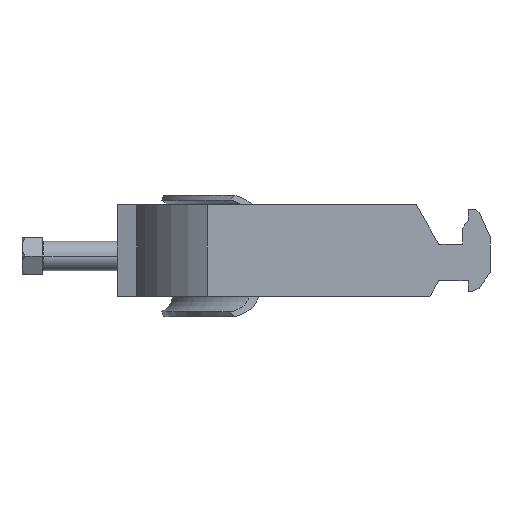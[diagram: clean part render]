
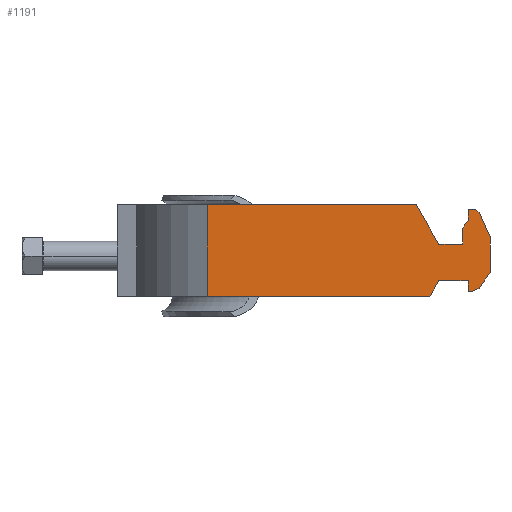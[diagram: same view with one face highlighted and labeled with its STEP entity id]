
A CAD part, left-side view. The second image highlights one B-rep face of the part: STEP entity #1191.
In plain terms, the highlighted planar face has unit normal (-1, 0, 0).
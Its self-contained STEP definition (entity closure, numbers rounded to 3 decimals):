
#72 = EDGE_CURVE ( 'NONE', #2386, #12354, #3634, .T. ) ;
#330 = DIRECTION ( 'NONE',  ( 0., -1., 0. ) ) ;
#348 = ORIENTED_EDGE ( 'NONE', *, *, #868, .F. ) ;
#415 = CARTESIAN_POINT ( 'NONE',  ( -35., -104.043, -0.838 ) ) ;
#538 = VERTEX_POINT ( 'NONE', #7968 ) ;
#544 = DIRECTION ( 'NONE',  ( 0., -0.407, -0.914 ) ) ;
#555 = EDGE_CURVE ( 'NONE', #12354, #538, #12184, .T. ) ;
#568 = VECTOR ( 'NONE', #7513, 1000. ) ;
#592 = CARTESIAN_POINT ( 'NONE',  ( -35., -94.5, 6.108 ) ) ;
#679 = PLANE ( 'NONE',  #10111 ) ;
#716 = CARTESIAN_POINT ( 'NONE',  ( -35., -102., -6.075 ) ) ;
#825 = CARTESIAN_POINT ( 'NONE',  ( -35., -81.793, 12.5 ) ) ;
#836 = VERTEX_POINT ( 'NONE', #825 ) ;
#844 = CARTESIAN_POINT ( 'NONE',  ( -35., -118.51, -5.96 ) ) ;
#868 = EDGE_CURVE ( 'NONE', #11720, #4303, #10302, .T. ) ;
#954 = EDGE_CURVE ( 'NONE', #6553, #2386, #4039, .T. ) ;
#986 = VERTEX_POINT ( 'NONE', #1399 ) ;
#1102 = LINE ( 'NONE', #7423, #8320 ) ;
#1167 = CARTESIAN_POINT ( 'NONE',  ( -35., -94.5, 1.75 ) ) ;
#1191 = ADVANCED_FACE ( 'NONE', ( #5729 ), #679, .F. ) ;
#1252 = ORIENTED_EDGE ( 'NONE', *, *, #8689, .F. ) ;
#1399 = CARTESIAN_POINT ( 'NONE',  ( -35., -96., 8.25 ) ) ;
#1416 = VERTEX_POINT ( 'NONE', #1167 ) ;
#1534 = DIRECTION ( 'NONE',  ( 0., 0., 1. ) ) ;
#1689 = ORIENTED_EDGE ( 'NONE', *, *, #5210, .F. ) ;
#1730 = CARTESIAN_POINT ( 'NONE',  ( -35., -94.5, 12.5 ) ) ;
#1774 = CARTESIAN_POINT ( 'NONE',  ( -35., -108.485, 27.231 ) ) ;
#1794 = DIRECTION ( 'NONE',  ( 0., 1., 0. ) ) ;
#1870 = ORIENTED_EDGE ( 'NONE', *, *, #4085, .F. ) ;
#1898 = VECTOR ( 'NONE', #6278, 1000. ) ;
#1935 = ORIENTED_EDGE ( 'NONE', *, *, #11587, .T. ) ;
#1973 = CARTESIAN_POINT ( 'NONE',  ( -35., -88., 1.75 ) ) ;
#2009 = LINE ( 'NONE', #12349, #6898 ) ;
#2047 = DIRECTION ( 'NONE',  ( 0., 1., 0. ) ) ;
#2078 = DIRECTION ( 'NONE',  ( 0., 0., 1. ) ) ;
#2091 = DIRECTION ( 'NONE',  ( 0., 0., -1. ) ) ;
#2271 = VECTOR ( 'NONE', #2078, 1000. ) ;
#2304 = DIRECTION ( 'NONE',  ( 0., 1., 0. ) ) ;
#2386 = VERTEX_POINT ( 'NONE', #2808 ) ;
#2418 = EDGE_LOOP ( 'NONE', ( #1870, #7805, #4738, #9833, #12554, #4047, #6534, #10842, #1689, #3213, #12024, #11498, #10127, #4100, #1252, #1935, #348, #4815 ) ) ;
#2488 = DIRECTION ( 'NONE',  ( 0., 1., 0. ) ) ;
#2669 = VECTOR ( 'NONE', #10686, 1000. ) ;
#2685 = VECTOR ( 'NONE', #11162, 1000. ) ;
#2808 = CARTESIAN_POINT ( 'NONE',  ( -35., -99., -10.36 ) ) ;
#2880 = EDGE_CURVE ( 'NONE', #11521, #11720, #3419, .T. ) ;
#2985 = EDGE_CURVE ( 'NONE', #7133, #10125, #10554, .T. ) ;
#3117 = CARTESIAN_POINT ( 'NONE',  ( -35., -102., 3.75 ) ) ;
#3122 = VECTOR ( 'NONE', #12894, 1000. ) ;
#3213 = ORIENTED_EDGE ( 'NONE', *, *, #12472, .F. ) ;
#3419 = LINE ( 'NONE', #6592, #3602 ) ;
#3469 = LINE ( 'NONE', #11496, #3732 ) ;
#3602 = VECTOR ( 'NONE', #2304, 1000. ) ;
#3608 = LINE ( 'NONE', #4521, #9871 ) ;
#3634 = LINE ( 'NONE', #6613, #2669 ) ;
#3732 = VECTOR ( 'NONE', #2488, 1000. ) ;
#3761 = EDGE_CURVE ( 'NONE', #7415, #10391, #3469, .T. ) ;
#3807 = DIRECTION ( 'NONE',  ( 0., -0.766, -0.643 ) ) ;
#3837 = CARTESIAN_POINT ( 'NONE',  ( -35., -24.69, 12.5 ) ) ;
#3902 = VECTOR ( 'NONE', #3807, 1000. ) ;
#3919 = EDGE_CURVE ( 'NONE', #538, #7415, #3608, .T. ) ;
#4035 = VECTOR ( 'NONE', #2047, 1000. ) ;
#4039 = LINE ( 'NONE', #9045, #1898 ) ;
#4047 = ORIENTED_EDGE ( 'NONE', *, *, #954, .F. ) ;
#4085 = EDGE_CURVE ( 'NONE', #10391, #11521, #8006, .T. ) ;
#4100 = ORIENTED_EDGE ( 'NONE', *, *, #11082, .F. ) ;
#4240 = LINE ( 'NONE', #11025, #2271 ) ;
#4278 = LINE ( 'NONE', #5318, #11062 ) ;
#4303 = VERTEX_POINT ( 'NONE', #3837 ) ;
#4521 = CARTESIAN_POINT ( 'NONE',  ( -35., -96., 12.5 ) ) ;
#4667 = CARTESIAN_POINT ( 'NONE',  ( -35., -96., 11.25 ) ) ;
#4673 = DIRECTION ( 'NONE',  ( 1., 0., 0. ) ) ;
#4738 = ORIENTED_EDGE ( 'NONE', *, *, #3919, .F. ) ;
#4745 = LINE ( 'NONE', #5475, #10727 ) ;
#4784 = VECTOR ( 'NONE', #1534, 1000. ) ;
#4815 = ORIENTED_EDGE ( 'NONE', *, *, #2880, .F. ) ;
#5099 = CARTESIAN_POINT ( 'NONE',  ( -35., -96., -8.25 ) ) ;
#5210 = EDGE_CURVE ( 'NONE', #11362, #7133, #8818, .T. ) ;
#5318 = CARTESIAN_POINT ( 'NONE',  ( -35., -134., 1.75 ) ) ;
#5440 = EDGE_CURVE ( 'NONE', #10125, #6553, #1102, .T. ) ;
#5458 = LINE ( 'NONE', #9701, #568 ) ;
#5475 = CARTESIAN_POINT ( 'NONE',  ( -35., -110.498, 28.956 ) ) ;
#5715 = VERTEX_POINT ( 'NONE', #592 ) ;
#5729 = FACE_OUTER_BOUND ( 'NONE', #2418, .T. ) ;
#5920 = VECTOR ( 'NONE', #544, 1000. ) ;
#6224 = DIRECTION ( 'NONE',  ( 0., -0.5, -0.866 ) ) ;
#6278 = DIRECTION ( 'NONE',  ( 0., 0.574, -0.819 ) ) ;
#6534 = ORIENTED_EDGE ( 'NONE', *, *, #5440, .F. ) ;
#6553 = VERTEX_POINT ( 'NONE', #716 ) ;
#6592 = CARTESIAN_POINT ( 'NONE',  ( -35., -134., -12.5 ) ) ;
#6613 = CARTESIAN_POINT ( 'NONE',  ( -35., -136.704, 6.427 ) ) ;
#6640 = CARTESIAN_POINT ( 'NONE',  ( -35., -98., 11.25 ) ) ;
#6734 = CARTESIAN_POINT ( 'NONE',  ( -35., -134., 12.5 ) ) ;
#6831 = EDGE_CURVE ( 'NONE', #5715, #986, #4745, .T. ) ;
#6898 = VECTOR ( 'NONE', #6224, 1000. ) ;
#7133 = VERTEX_POINT ( 'NONE', #8634 ) ;
#7141 = VECTOR ( 'NONE', #11074, 1000. ) ;
#7181 = CARTESIAN_POINT ( 'NONE',  ( -35., -24.69, -12.5 ) ) ;
#7415 = VERTEX_POINT ( 'NONE', #5099 ) ;
#7423 = CARTESIAN_POINT ( 'NONE',  ( -35., -102., 12.5 ) ) ;
#7513 = DIRECTION ( 'NONE',  ( 0., -1., 0. ) ) ;
#7791 = DIRECTION ( 'NONE',  ( 0., -0.574, 0.819 ) ) ;
#7805 = ORIENTED_EDGE ( 'NONE', *, *, #3761, .F. ) ;
#7968 = CARTESIAN_POINT ( 'NONE',  ( -35., -96., -11.25 ) ) ;
#8006 = LINE ( 'NONE', #1774, #3122 ) ;
#8320 = VECTOR ( 'NONE', #2091, 1000. ) ;
#8634 = CARTESIAN_POINT ( 'NONE',  ( -35., -99.055, 10.365 ) ) ;
#8674 = EDGE_CURVE ( 'NONE', #986, #12716, #4240, .T. ) ;
#8689 = EDGE_CURVE ( 'NONE', #836, #12624, #2009, .T. ) ;
#8818 = LINE ( 'NONE', #844, #3902 ) ;
#9045 = CARTESIAN_POINT ( 'NONE',  ( -35., -121.255, 21.424 ) ) ;
#9395 = EDGE_CURVE ( 'NONE', #1416, #5715, #9775, .T. ) ;
#9701 = CARTESIAN_POINT ( 'NONE',  ( -35., -134., 11.25 ) ) ;
#9775 = LINE ( 'NONE', #1730, #4784 ) ;
#9833 = ORIENTED_EDGE ( 'NONE', *, *, #555, .F. ) ;
#9871 = VECTOR ( 'NONE', #11707, 1000. ) ;
#9877 = CARTESIAN_POINT ( 'NONE',  ( -35., -85.546, -12.5 ) ) ;
#10111 = AXIS2_PLACEMENT_3D ( 'NONE', #6734, #4673, #1794 ) ;
#10125 = VERTEX_POINT ( 'NONE', #3117 ) ;
#10127 = ORIENTED_EDGE ( 'NONE', *, *, #9395, .F. ) ;
#10243 = CARTESIAN_POINT ( 'NONE',  ( -35., -24.69, 12.5 ) ) ;
#10258 = LINE ( 'NONE', #11224, #2685 ) ;
#10302 = LINE ( 'NONE', #10243, #7141 ) ;
#10391 = VERTEX_POINT ( 'NONE', #11254 ) ;
#10554 = LINE ( 'NONE', #415, #5920 ) ;
#10686 = DIRECTION ( 'NONE',  ( 0., 0.914, -0.407 ) ) ;
#10706 = CARTESIAN_POINT ( 'NONE',  ( -35., -97., -11.25 ) ) ;
#10727 = VECTOR ( 'NONE', #7791, 1000. ) ;
#10842 = ORIENTED_EDGE ( 'NONE', *, *, #2985, .F. ) ;
#11025 = CARTESIAN_POINT ( 'NONE',  ( -35., -96., 12.5 ) ) ;
#11062 = VECTOR ( 'NONE', #330, 1000. ) ;
#11074 = DIRECTION ( 'NONE',  ( 0., 0., 1. ) ) ;
#11082 = EDGE_CURVE ( 'NONE', #12624, #1416, #4278, .T. ) ;
#11124 = CARTESIAN_POINT ( 'NONE',  ( -35., -134., -11.25 ) ) ;
#11162 = DIRECTION ( 'NONE',  ( 0., 1., 0. ) ) ;
#11224 = CARTESIAN_POINT ( 'NONE',  ( -35., -134., 12.5 ) ) ;
#11254 = CARTESIAN_POINT ( 'NONE',  ( -35., -88., -8.25 ) ) ;
#11362 = VERTEX_POINT ( 'NONE', #6640 ) ;
#11496 = CARTESIAN_POINT ( 'NONE',  ( -35., -134., -8.25 ) ) ;
#11498 = ORIENTED_EDGE ( 'NONE', *, *, #6831, .F. ) ;
#11521 = VERTEX_POINT ( 'NONE', #9877 ) ;
#11587 = EDGE_CURVE ( 'NONE', #836, #4303, #10258, .T. ) ;
#11707 = DIRECTION ( 'NONE',  ( 0., 0., 1. ) ) ;
#11720 = VERTEX_POINT ( 'NONE', #7181 ) ;
#12024 = ORIENTED_EDGE ( 'NONE', *, *, #8674, .F. ) ;
#12184 = LINE ( 'NONE', #11124, #4035 ) ;
#12349 = CARTESIAN_POINT ( 'NONE',  ( -35., -94.845, -10.106 ) ) ;
#12354 = VERTEX_POINT ( 'NONE', #10706 ) ;
#12472 = EDGE_CURVE ( 'NONE', #12716, #11362, #5458, .T. ) ;
#12554 = ORIENTED_EDGE ( 'NONE', *, *, #72, .F. ) ;
#12624 = VERTEX_POINT ( 'NONE', #1973 ) ;
#12716 = VERTEX_POINT ( 'NONE', #4667 ) ;
#12894 = DIRECTION ( 'NONE',  ( 0., 0.5, -0.866 ) ) ;
